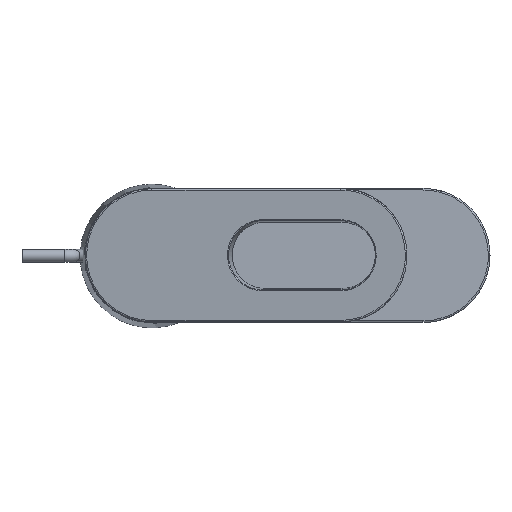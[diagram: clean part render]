
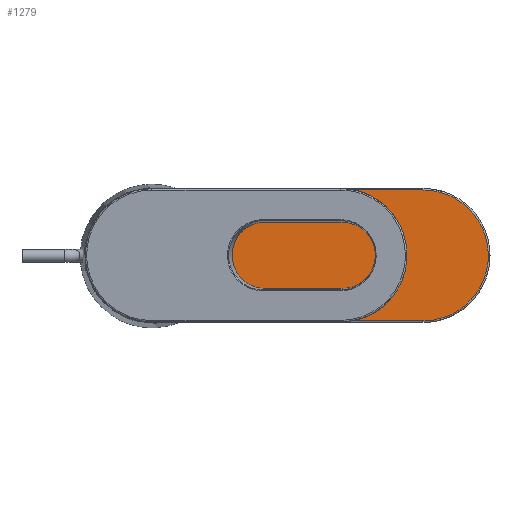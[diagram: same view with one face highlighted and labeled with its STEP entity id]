
A CAD part, top view. The second image highlights one B-rep face of the part: STEP entity #1279.
In plain terms, the highlighted planar face has unit normal (0, 0, 1).
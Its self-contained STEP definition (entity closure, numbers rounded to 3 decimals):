
#64=LINE('',#2025,#79);
#65=LINE('',#2178,#80);
#79=VECTOR('',#1829,1000.);
#80=VECTOR('',#1838,1000.);
#96=B_SPLINE_CURVE_WITH_KNOTS('',3,(#2014,#2015,#2016,#2017),
 .UNSPECIFIED.,.F.,.F.,(4,4),(0.,0.),
 .UNSPECIFIED.);
#101=B_SPLINE_CURVE_WITH_KNOTS('',3,(#2078,#2079,#2080,#2081,#2082,#2083,
#2084,#2085,#2086,#2087),.UNSPECIFIED.,.F.,.F.,(4,1,1,1,1,1,1,4),(0.,0.008,
0.012,0.016,0.02,0.024,
0.028,0.032),.UNSPECIFIED.);
#105=B_SPLINE_CURVE_WITH_KNOTS('',3,(#2117,#2118,#2119,#2120),
 .UNSPECIFIED.,.F.,.F.,(4,4),(0.,0.),.UNSPECIFIED.);
#107=B_SPLINE_CURVE_WITH_KNOTS('',3,(#2160,#2161,#2162,#2163,#2164,#2165,
#2166,#2167,#2168,#2169),.UNSPECIFIED.,.F.,.F.,(4,1,1,1,1,1,1,4),(0.,0.008,
0.012,0.016,0.02,0.024,
0.028,0.032),.UNSPECIFIED.);
#285=PLANE('',#1731);
#316=CIRCLE('',#1727,20.507);
#402=ORIENTED_EDGE('',*,*,#729,.T.);
#403=ORIENTED_EDGE('',*,*,#723,.T.);
#404=ORIENTED_EDGE('',*,*,#725,.T.);
#405=ORIENTED_EDGE('',*,*,#731,.T.);
#406=ORIENTED_EDGE('',*,*,#737,.T.);
#407=ORIENTED_EDGE('',*,*,#739,.T.);
#408=ORIENTED_EDGE('',*,*,#735,.T.);
#723=EDGE_CURVE('',#912,#915,#96,.T.);
#725=EDGE_CURVE('',#915,#917,#64,.F.);
#729=EDGE_CURVE('',#918,#912,#316,.T.);
#731=EDGE_CURVE('',#917,#921,#101,.T.);
#735=EDGE_CURVE('',#922,#918,#105,.T.);
#737=EDGE_CURVE('',#921,#925,#107,.T.);
#739=EDGE_CURVE('',#925,#922,#65,.T.);
#912=VERTEX_POINT('',#2005);
#915=VERTEX_POINT('',#2013);
#917=VERTEX_POINT('',#2024);
#918=VERTEX_POINT('',#2035);
#921=VERTEX_POINT('',#2077);
#922=VERTEX_POINT('',#2111);
#925=VERTEX_POINT('',#2159);
#1054=EDGE_LOOP('',(#402,#403,#404,#405,#406,#407,#408));
#1163=FACE_BOUND('',#1054,.T.);
#1279=ADVANCED_FACE('',(#1163),#285,.T.);
#1727=AXIS2_PLACEMENT_3D('',#2038,#1834,#1835);
#1731=AXIS2_PLACEMENT_3D('',#2551,#1844,#1845);
#1829=DIRECTION('',(-1.,0.,0.));
#1834=DIRECTION('',(0.,0.,1.));
#1835=DIRECTION('',(0.,1.,0.));
#1838=DIRECTION('',(-1.,0.,0.));
#1844=DIRECTION('',(0.,0.,1.));
#1845=DIRECTION('',(0.,1.,0.));
#2005=CARTESIAN_POINT('',(1.06,-20.48,70.));
#2013=CARTESIAN_POINT('',(1.517,-20.502,70.));
#2014=CARTESIAN_POINT('',(1.06,-20.48,70.));
#2015=CARTESIAN_POINT('',(1.212,-20.495,70.));
#2016=CARTESIAN_POINT('',(1.364,-20.502,70.));
#2017=CARTESIAN_POINT('',(1.517,-20.502,70.));
#2024=CARTESIAN_POINT('',(84.827,-20.502,70.));
#2025=CARTESIAN_POINT('',(0.,-20.502,70.));
#2035=CARTESIAN_POINT('',(0.611,20.498,70.));
#2038=CARTESIAN_POINT('',(0.,0.,70.));
#2077=CARTESIAN_POINT('',(105.33,0.,70.));
#2078=CARTESIAN_POINT('',(84.827,-20.502,70.));
#2079=CARTESIAN_POINT('',(87.535,-20.502,70.));
#2080=CARTESIAN_POINT('',(91.547,-19.697,70.));
#2081=CARTESIAN_POINT('',(96.312,-17.14,70.));
#2082=CARTESIAN_POINT('',(99.416,-14.591,70.));
#2083=CARTESIAN_POINT('',(101.997,-11.441,70.));
#2084=CARTESIAN_POINT('',(103.886,-7.906,70.));
#2085=CARTESIAN_POINT('',(105.069,-4.008,70.));
#2086=CARTESIAN_POINT('',(105.33,-1.354,70.));
#2087=CARTESIAN_POINT('',(105.33,0.,70.));
#2111=CARTESIAN_POINT('',(1.049,20.502,70.));
#2117=CARTESIAN_POINT('',(1.049,20.502,70.));
#2118=CARTESIAN_POINT('',(0.903,20.495,70.));
#2119=CARTESIAN_POINT('',(0.757,20.493,70.));
#2120=CARTESIAN_POINT('',(0.611,20.498,70.));
#2159=CARTESIAN_POINT('',(84.827,20.502,70.));
#2160=CARTESIAN_POINT('',(105.33,0.,70.));
#2161=CARTESIAN_POINT('',(105.33,2.707,70.));
#2162=CARTESIAN_POINT('',(104.524,6.72,70.));
#2163=CARTESIAN_POINT('',(101.968,11.484,70.));
#2164=CARTESIAN_POINT('',(99.419,14.588,70.));
#2165=CARTESIAN_POINT('',(96.268,17.17,70.));
#2166=CARTESIAN_POINT('',(92.733,19.059,70.));
#2167=CARTESIAN_POINT('',(88.835,20.241,70.));
#2168=CARTESIAN_POINT('',(86.181,20.502,70.));
#2169=CARTESIAN_POINT('',(84.827,20.502,70.));
#2178=CARTESIAN_POINT('',(1.049,20.502,70.));
#2551=CARTESIAN_POINT('',(0.,0.,70.));
